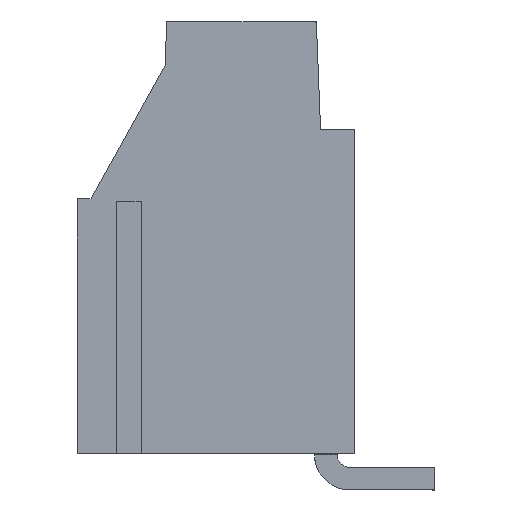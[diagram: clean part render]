
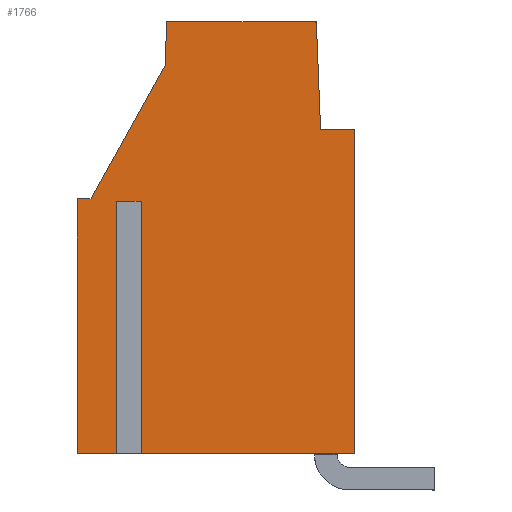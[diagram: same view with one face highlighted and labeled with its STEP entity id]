
A CAD part, left-side view. The second image highlights one B-rep face of the part: STEP entity #1766.
In plain terms, the highlighted planar face has unit normal (-1, 0, 0).
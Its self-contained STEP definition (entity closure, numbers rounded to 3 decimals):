
#1681=AXIS2_PLACEMENT_3D('Plane Axis2P3D',#1678,#1679,#1680) ;
#1246=CARTESIAN_POINT('Vertex',(0.65,3.2,14.3)) ;
#1249=CARTESIAN_POINT('Line Origine',(0.65,3.2,7.875)) ;
#1253=CARTESIAN_POINT('Vertex',(0.65,3.2,1.45)) ;
#1377=CARTESIAN_POINT('Vertex',(0.65,4.705,18.57)) ;
#1380=CARTESIAN_POINT('Line Origine',(0.65,4.622,16.435)) ;
#1384=CARTESIAN_POINT('Vertex',(0.65,4.538,14.3)) ;
#1651=CARTESIAN_POINT('Line Origine',(0.65,3.869,14.3)) ;
#1678=CARTESIAN_POINT('Axis2P3D Location',(0.65,-1.268,0.)) ;
#1683=CARTESIAN_POINT('Line Origine',(0.65,12.35,6.45)) ;
#1687=CARTESIAN_POINT('Vertex',(0.65,12.35,1.45)) ;
#1689=CARTESIAN_POINT('Vertex',(0.65,12.35,11.45)) ;
#1692=CARTESIAN_POINT('Line Origine',(0.65,12.15,11.45)) ;
#1696=CARTESIAN_POINT('Vertex',(0.65,11.95,11.45)) ;
#1699=CARTESIAN_POINT('Line Origine',(0.65,11.95,6.45)) ;
#1703=CARTESIAN_POINT('Vertex',(0.65,11.95,1.45)) ;
#1706=CARTESIAN_POINT('Line Origine',(0.65,7.575,1.45)) ;
#1711=CARTESIAN_POINT('Line Origine',(0.65,7.676,18.57)) ;
#1715=CARTESIAN_POINT('Vertex',(0.65,10.646,18.57)) ;
#1718=CARTESIAN_POINT('Line Origine',(0.65,10.676,17.71)) ;
#1722=CARTESIAN_POINT('Vertex',(0.65,10.706,16.849)) ;
#1725=CARTESIAN_POINT('Line Origine',(0.65,12.176,14.2)) ;
#1729=CARTESIAN_POINT('Vertex',(0.65,13.645,11.55)) ;
#1732=CARTESIAN_POINT('Line Origine',(0.65,13.923,11.55)) ;
#1736=CARTESIAN_POINT('Vertex',(0.65,14.2,11.55)) ;
#1739=CARTESIAN_POINT('Line Origine',(0.65,14.2,6.5)) ;
#1743=CARTESIAN_POINT('Vertex',(0.65,14.2,1.45)) ;
#1746=CARTESIAN_POINT('Line Origine',(0.65,13.275,1.45)) ;
#1250=DIRECTION('Vector Direction',(0.,0.,1.)) ;
#1381=DIRECTION('Vector Direction',(0.,-0.039,-0.999)) ;
#1652=DIRECTION('Vector Direction',(0.,1.,0.)) ;
#1679=DIRECTION('Axis2P3D Direction',(1.,0.,0.)) ;
#1680=DIRECTION('Axis2P3D XDirection',(0.,1.,0.)) ;
#1684=DIRECTION('Vector Direction',(0.,0.,1.)) ;
#1693=DIRECTION('Vector Direction',(0.,-1.,0.)) ;
#1700=DIRECTION('Vector Direction',(0.,0.,1.)) ;
#1707=DIRECTION('Vector Direction',(0.,1.,0.)) ;
#1712=DIRECTION('Vector Direction',(0.,1.,0.)) ;
#1719=DIRECTION('Vector Direction',(0.,0.035,-0.999)) ;
#1726=DIRECTION('Vector Direction',(0.,-0.485,0.875)) ;
#1733=DIRECTION('Vector Direction',(0.,-1.,0.)) ;
#1740=DIRECTION('Vector Direction',(0.,0.,-1.)) ;
#1747=DIRECTION('Vector Direction',(0.,1.,0.)) ;
#1251=VECTOR('Line Direction',#1250,1.) ;
#1382=VECTOR('Line Direction',#1381,1.) ;
#1653=VECTOR('Line Direction',#1652,1.) ;
#1685=VECTOR('Line Direction',#1684,1.) ;
#1694=VECTOR('Line Direction',#1693,1.) ;
#1701=VECTOR('Line Direction',#1700,1.) ;
#1708=VECTOR('Line Direction',#1707,1.) ;
#1713=VECTOR('Line Direction',#1712,1.) ;
#1720=VECTOR('Line Direction',#1719,1.) ;
#1727=VECTOR('Line Direction',#1726,1.) ;
#1734=VECTOR('Line Direction',#1733,1.) ;
#1741=VECTOR('Line Direction',#1740,1.) ;
#1748=VECTOR('Line Direction',#1747,1.) ;
#1752=ORIENTED_EDGE('',*,*,#1691,.T.) ;
#1753=ORIENTED_EDGE('',*,*,#1698,.T.) ;
#1754=ORIENTED_EDGE('',*,*,#1705,.F.) ;
#1755=ORIENTED_EDGE('',*,*,#1710,.F.) ;
#1756=ORIENTED_EDGE('',*,*,#1255,.F.) ;
#1757=ORIENTED_EDGE('',*,*,#1655,.F.) ;
#1758=ORIENTED_EDGE('',*,*,#1386,.F.) ;
#1759=ORIENTED_EDGE('',*,*,#1717,.F.) ;
#1760=ORIENTED_EDGE('',*,*,#1724,.F.) ;
#1761=ORIENTED_EDGE('',*,*,#1731,.F.) ;
#1762=ORIENTED_EDGE('',*,*,#1738,.F.) ;
#1763=ORIENTED_EDGE('',*,*,#1745,.F.) ;
#1764=ORIENTED_EDGE('',*,*,#1750,.F.) ;
#1766=ADVANCED_FACE('2',(#1765),#1682,.F.) ;
#1255=EDGE_CURVE('',#1247,#1254,#1252,.F.) ;
#1386=EDGE_CURVE('',#1378,#1385,#1383,.T.) ;
#1655=EDGE_CURVE('',#1385,#1247,#1654,.F.) ;
#1691=EDGE_CURVE('',#1688,#1690,#1686,.T.) ;
#1698=EDGE_CURVE('',#1690,#1697,#1695,.T.) ;
#1705=EDGE_CURVE('',#1704,#1697,#1702,.T.) ;
#1710=EDGE_CURVE('',#1254,#1704,#1709,.T.) ;
#1717=EDGE_CURVE('',#1716,#1378,#1714,.F.) ;
#1724=EDGE_CURVE('',#1723,#1716,#1721,.F.) ;
#1731=EDGE_CURVE('',#1730,#1723,#1728,.T.) ;
#1738=EDGE_CURVE('',#1737,#1730,#1735,.T.) ;
#1745=EDGE_CURVE('',#1744,#1737,#1742,.F.) ;
#1750=EDGE_CURVE('',#1688,#1744,#1749,.T.) ;
#1751=EDGE_LOOP('',(#1752,#1753,#1754,#1755,#1756,#1757,#1758,#1759,#1760,#1761,#1762,#1763,#1764)) ;
#1765=FACE_OUTER_BOUND('',#1751,.T.) ;
#1252=LINE('Line',#1249,#1251) ;
#1383=LINE('Line',#1380,#1382) ;
#1654=LINE('Line',#1651,#1653) ;
#1686=LINE('Line',#1683,#1685) ;
#1695=LINE('Line',#1692,#1694) ;
#1702=LINE('Line',#1699,#1701) ;
#1709=LINE('Line',#1706,#1708) ;
#1714=LINE('Line',#1711,#1713) ;
#1721=LINE('Line',#1718,#1720) ;
#1728=LINE('Line',#1725,#1727) ;
#1735=LINE('Line',#1732,#1734) ;
#1742=LINE('Line',#1739,#1741) ;
#1749=LINE('Line',#1746,#1748) ;
#1682=PLANE('',#1681) ;
#1247=VERTEX_POINT('',#1246) ;
#1254=VERTEX_POINT('',#1253) ;
#1378=VERTEX_POINT('',#1377) ;
#1385=VERTEX_POINT('',#1384) ;
#1688=VERTEX_POINT('',#1687) ;
#1690=VERTEX_POINT('',#1689) ;
#1697=VERTEX_POINT('',#1696) ;
#1704=VERTEX_POINT('',#1703) ;
#1716=VERTEX_POINT('',#1715) ;
#1723=VERTEX_POINT('',#1722) ;
#1730=VERTEX_POINT('',#1729) ;
#1737=VERTEX_POINT('',#1736) ;
#1744=VERTEX_POINT('',#1743) ;
